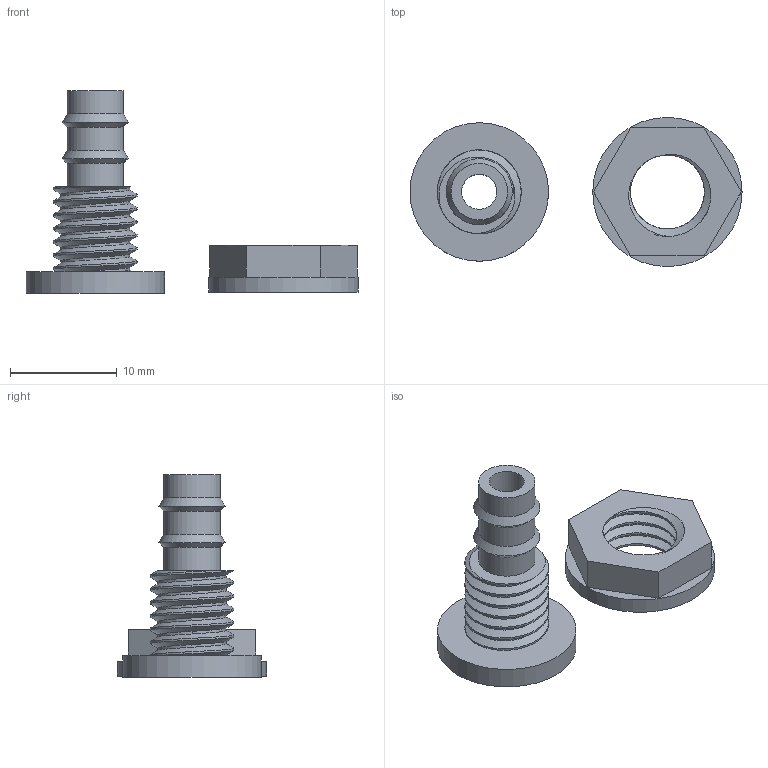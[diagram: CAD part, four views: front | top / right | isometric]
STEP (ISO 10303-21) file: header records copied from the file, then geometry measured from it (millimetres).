
FILE_DESCRIPTION(/* description */ (''),/* implementation_level */ '2;1');
FILE_NAME(/* name */ 'valve v6.step',/* time_stamp */ '2022-08-16T19:27:01-07:00',/* author */ (''),/* organization */ (''),/* preprocessor_version */ 'ST-DEVELOPER v19',/* originating_system */ 'Autodesk Translation Framework v11.7.0.108',/* authorisation */ '');
FILE_SCHEMA (('AUTOMOTIVE_DESIGN { 1 0 10303 214 3 1 1 }'));
Length unit declared in the file: millimetre
Products named in the file (1): valve
Bounding box: 31.15 x 14 x 19 mm (x, y, z)
Volume: 1017.2 mm3; surface area: 1566.1 mm2
Topology: 2 solids, 2 shells, 51 faces, 126 edges, 82 vertices
Faces by surface type: cylinder 30, plane 13, bspline 4, cone 4
Full cylindrical faces by diameter (mm): 3.3 x1, 5.3 x3, 6.446 x2, 6.939 x2, 7.866 x4, 8.37 x3, 13 x1, 14 x1
Entity records: 3692 total; most frequent: CARTESIAN_POINT 2542, ORIENTED_EDGE 252, DIRECTION 188, EDGE_CURVE 126, VERTEX_POINT 82, AXIS2_PLACEMENT_3D 70, EDGE_LOOP 58, B_SPLINE_CURVE_WITH_KNOTS 56
